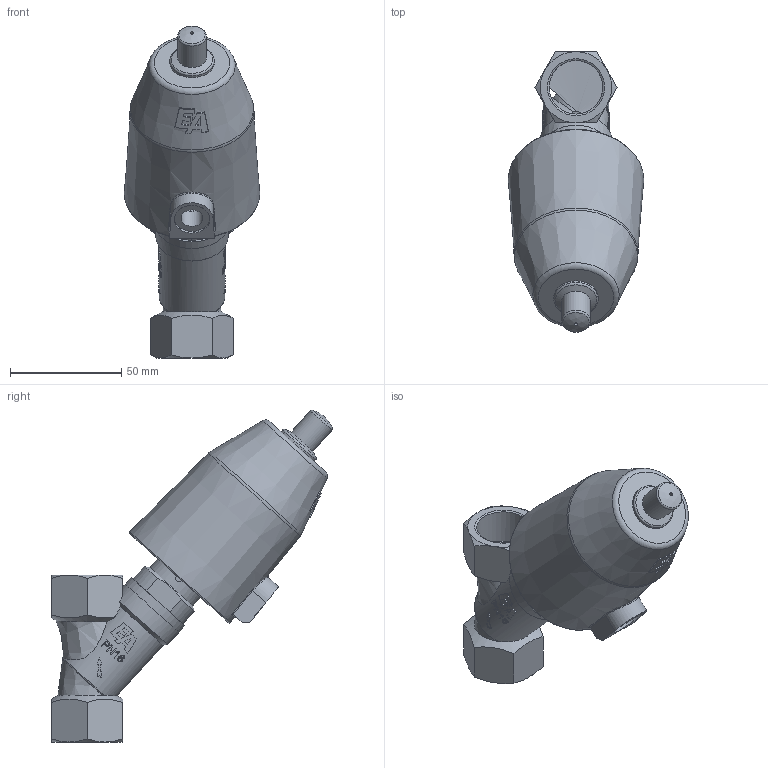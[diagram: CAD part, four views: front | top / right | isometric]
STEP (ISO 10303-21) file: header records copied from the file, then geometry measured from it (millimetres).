
FILE_DESCRIPTION(/* description */ ('Druckgest. Ventil G3/4" Ms. DG2D1221020/OS'),/* implementation_level */ '2;1');
FILE_NAME(/* name */ 'DG2D1221020_OS.stp',/* time_stamp */ '2022-01-27T07:37:02+01:00',/* author */ ('hois'),/* organization */ (''),/* preprocessor_version */ 'ST-DEVELOPER v18.1',/* originating_system */ 'Autodesk Inventor 2020',/* authorisation */ '');
FILE_SCHEMA (('AUTOMOTIVE_DESIGN { 1 0 10303 214 3 1 1 }'));
Length unit declared in the file: millimetre
Products named in the file (6): DG2D1221020/OS; GGS0020.16.0032-GM; ETG0020.09.0093; SZY0500.17.0142; DIN0472-56x2; VST1415.08.0023
Assembly tree (5 placements, depth 2):
  DG2D1221020/OS
    GGS0020.16.0032-GM
    ETG0020.09.0093
    SZY0500.17.0142
    DIN0472-56x2
    VST1415.08.0023
Bounding box: 60.94 x 126.27 x 149.21 mm (x, y, z)
Volume: 121871.2 mm3; surface area: 61608.6 mm2
Topology: 5 solids, 5 shells, 422 faces, 1160 edges, 787 vertices
Faces by surface type: plane 220, bspline 90, cylinder 69, cone 33, torus 9, sphere 1
Full cylindrical faces by diameter (mm): 1.5 x1, 2.5 x2, 3 x1, 8.7 x1, 9.8 x1, 11 x1, 12 x3, 12.376 x1, 13 x1, 14 x1, 15 x1, 16 x1, 18 x2, 20 x1, 21 x1, 24 x1, 24.117 x3, 26 x1, 26.44 x1, 26.8 x1, 32.5 x2, 50 x1, 51 x1, 52 x3, 55.5 x1
Entity records: 17235 total; most frequent: CARTESIAN_POINT 6550, ORIENTED_EDGE 2314, DIRECTION 2056, EDGE_CURVE 1157, AXIS2_PLACEMENT_3D 824, VERTEX_POINT 787, EDGE_LOOP 480, FACE_OUTER_BOUND 422
